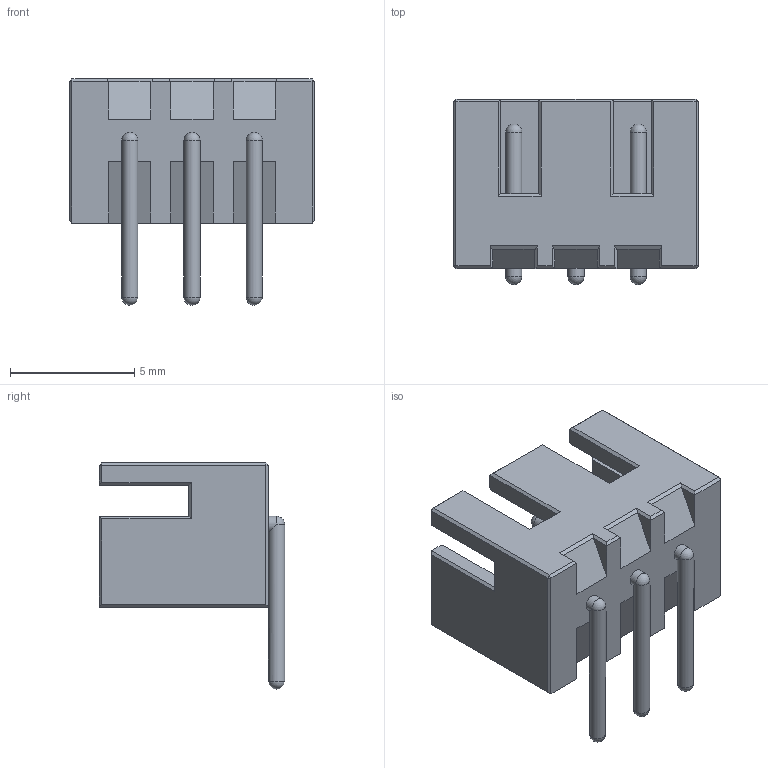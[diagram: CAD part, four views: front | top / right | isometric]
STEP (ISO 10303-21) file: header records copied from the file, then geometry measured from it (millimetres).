
FILE_DESCRIPTION(/* description */ (''),/* implementation_level */ '2;1');
FILE_NAME(/* name */ 'XH 3 horizontal v1.step',/* time_stamp */ '2021-02-17T00:15:54+03:00',/* author */ (''),/* organization */ (''),/* preprocessor_version */ 'ST-DEVELOPER v18.1',/* originating_system */ 'Autodesk Translation Framework v9.7.1.1290',/* authorisation */ '');
FILE_SCHEMA (('AUTOMOTIVE_DESIGN { 1 0 10303 214 3 1 1 }'));
Length unit declared in the file: millimetre
Products named in the file (1): XH 3 horizontal
Bounding box: 9.85 x 7.45 x 9.1 mm (x, y, z)
Volume: 196.4 mm3; surface area: 516.7 mm2
Topology: 4 solids, 4 shells, 112 faces, 279 edges, 169 vertices
Faces by surface type: plane 94, cylinder 9, sphere 9
Full cylindrical faces by diameter (mm): 0.65 x9
Entity records: 3251 total; most frequent: CARTESIAN_POINT 555, ORIENTED_EDGE 546, DIRECTION 529, EDGE_CURVE 273, LINE 243, VECTOR 243, VERTEX_POINT 169, AXIS2_PLACEMENT_3D 143
